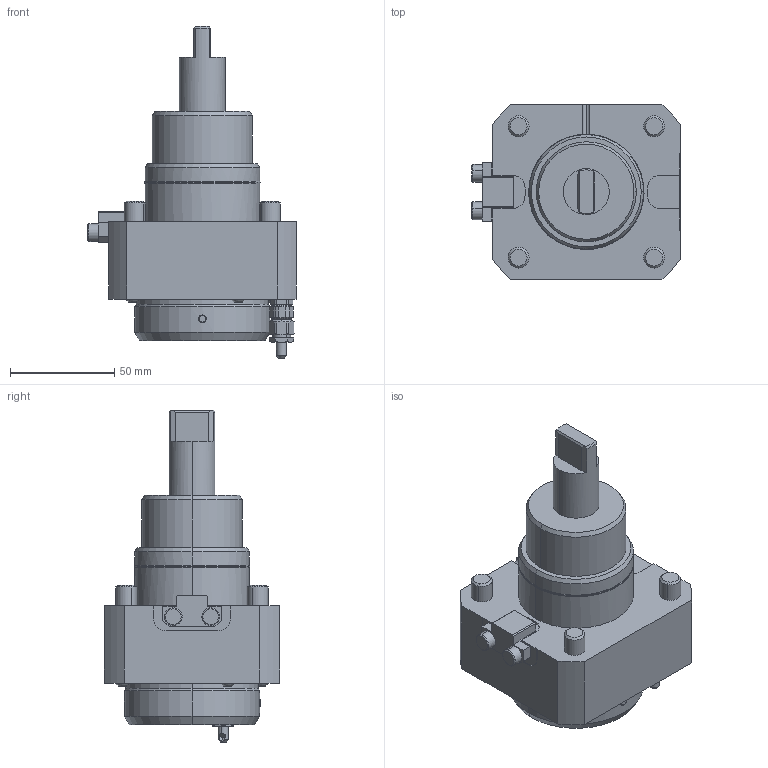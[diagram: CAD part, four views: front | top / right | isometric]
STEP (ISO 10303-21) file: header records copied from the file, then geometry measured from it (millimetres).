
FILE_DESCRIPTION(('HOOPS Exchange Step'),'2;1');
FILE_NAME('Modelcomposition.stp','2024-07-06T20:40:13+00:00',('toolarena-modelservice-ewspro'),('Unknown organisation'),'HOOPS Exchange 2021.2','HOOPS Exchange','Unknown authorisation');
FILE_SCHEMA( ('AP242_MANAGED_MODEL_BASED_3D_ENGINEERING_MIM_LF {1 0 10303 442 1 1 4 }') );
Length unit declared in the file: millimetre
Products named in the file (1): EWS_230696_DIN4003
Bounding box: 99.9 x 84 x 159.3 mm (x, y, z)
Volume: 462697.8 mm3; surface area: 58264.6 mm2
Topology: 1 solids, 3 shells, 270 faces, 659 edges, 420 vertices
Faces by surface type: plane 115, cylinder 89, cone 54, torus 8, bspline 4
Entity records: 8170 total; most frequent: CARTESIAN_POINT 1713, DIRECTION 1405, ORIENTED_EDGE 1318, EDGE_CURVE 659, AXIS2_PLACEMENT_3D 538, VERTEX_POINT 420, VECTOR 329, LINE 329
